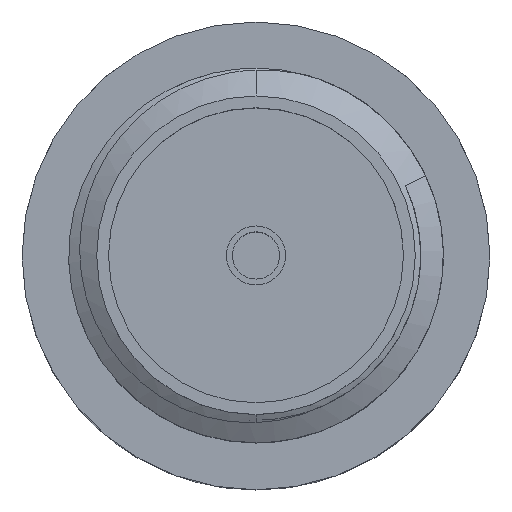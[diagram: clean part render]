
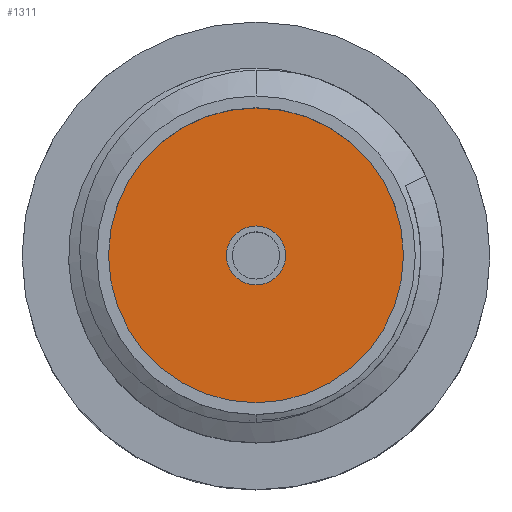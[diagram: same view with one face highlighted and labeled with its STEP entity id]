
A CAD part, top view. The second image highlights one B-rep face of the part: STEP entity #1311.
In plain terms, the highlighted face is planar.
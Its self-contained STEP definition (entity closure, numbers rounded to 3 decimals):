
#296 = CARTESIAN_POINT ( 'NONE',  ( 0., 3.855, -0.5 ) ) ;
#459 = CIRCLE ( 'NONE', #2804, 2.5 ) ;
#639 = EDGE_LOOP ( 'NONE', ( #1101, #2881 ) ) ;
#669 = CARTESIAN_POINT ( 'NONE',  ( 0., 3.855, 0. ) ) ;
#1036 = ORIENTED_EDGE ( 'NONE', *, *, #2117, .F. ) ;
#1065 = CARTESIAN_POINT ( 'NONE',  ( 0., 3.855, 0. ) ) ;
#1101 = ORIENTED_EDGE ( 'NONE', *, *, #5189, .T. ) ;
#1217 = VERTEX_POINT ( 'NONE', #4226 ) ;
#1311 = ADVANCED_FACE ( 'NONE', ( #1472, #3582 ), #1546, .T. ) ;
#1314 = AXIS2_PLACEMENT_3D ( 'NONE', #669, #1513, #3594 ) ;
#1392 = DIRECTION ( 'NONE',  ( 0., -1., 0. ) ) ;
#1472 = FACE_OUTER_BOUND ( 'NONE', #2237, .T. ) ;
#1513 = DIRECTION ( 'NONE',  ( 0., 1., 0. ) ) ;
#1546 = PLANE ( 'NONE',  #1314 ) ;
#1648 = VERTEX_POINT ( 'NONE', #2240 ) ;
#1792 = CARTESIAN_POINT ( 'NONE',  ( 0., 3.855, 0. ) ) ;
#1803 = AXIS2_PLACEMENT_3D ( 'NONE', #4293, #1392, #3470 ) ;
#1994 = CIRCLE ( 'NONE', #2466, 0.5 ) ;
#2027 = ORIENTED_EDGE ( 'NONE', *, *, #3230, .F. ) ;
#2092 = DIRECTION ( 'NONE',  ( 0., -1., 0. ) ) ;
#2117 = EDGE_CURVE ( 'NONE', #1217, #1648, #2396, .T. ) ;
#2237 = EDGE_LOOP ( 'NONE', ( #1036, #2027 ) ) ;
#2240 = CARTESIAN_POINT ( 'NONE',  ( 0., 3.855, 2.5 ) ) ;
#2389 = DIRECTION ( 'NONE',  ( 0., 0., 1. ) ) ;
#2396 = CIRCLE ( 'NONE', #3702, 2.5 ) ;
#2466 = AXIS2_PLACEMENT_3D ( 'NONE', #1065, #4023, #2389 ) ;
#2804 = AXIS2_PLACEMENT_3D ( 'NONE', #1792, #2092, #4944 ) ;
#2881 = ORIENTED_EDGE ( 'NONE', *, *, #3730, .T. ) ;
#2983 = VERTEX_POINT ( 'NONE', #296 ) ;
#3016 = CARTESIAN_POINT ( 'NONE',  ( 0., 3.855, 0.5 ) ) ;
#3196 = DIRECTION ( 'NONE',  ( 0., 0., -1. ) ) ;
#3230 = EDGE_CURVE ( 'NONE', #1648, #1217, #459, .T. ) ;
#3470 = DIRECTION ( 'NONE',  ( 0., 0., 1. ) ) ;
#3582 = FACE_BOUND ( 'NONE', #639, .T. ) ;
#3594 = DIRECTION ( 'NONE',  ( 0., 0., 1. ) ) ;
#3702 = AXIS2_PLACEMENT_3D ( 'NONE', #4701, #4379, #3196 ) ;
#3730 = EDGE_CURVE ( 'NONE', #2983, #4439, #5010, .T. ) ;
#4023 = DIRECTION ( 'NONE',  ( 0., -1., 0. ) ) ;
#4226 = CARTESIAN_POINT ( 'NONE',  ( 0., 3.855, -2.5 ) ) ;
#4293 = CARTESIAN_POINT ( 'NONE',  ( 0., 3.855, 0. ) ) ;
#4379 = DIRECTION ( 'NONE',  ( 0., -1., 0. ) ) ;
#4439 = VERTEX_POINT ( 'NONE', #3016 ) ;
#4701 = CARTESIAN_POINT ( 'NONE',  ( 0., 3.855, 0. ) ) ;
#4944 = DIRECTION ( 'NONE',  ( 0., 0., -1. ) ) ;
#5010 = CIRCLE ( 'NONE', #1803, 0.5 ) ;
#5189 = EDGE_CURVE ( 'NONE', #4439, #2983, #1994, .T. ) ;
